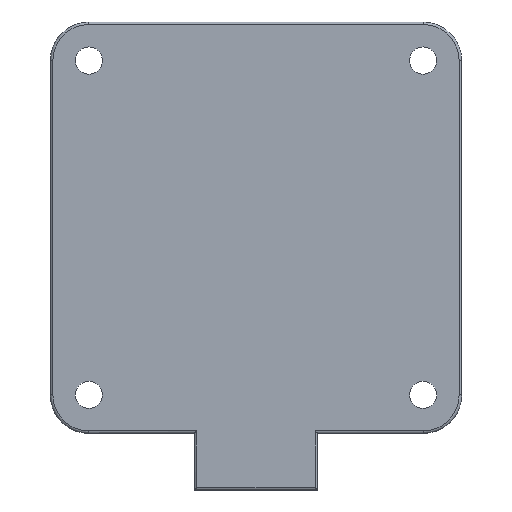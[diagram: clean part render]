
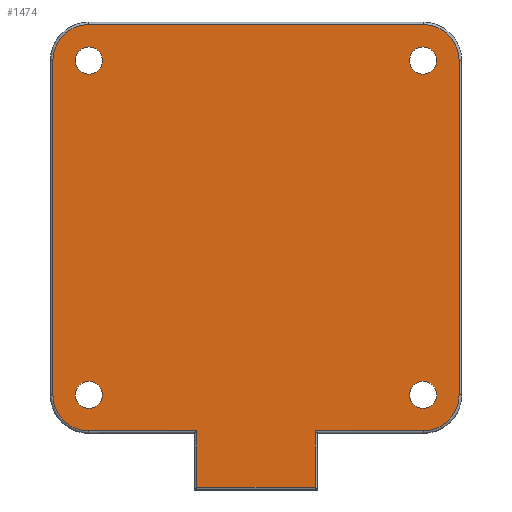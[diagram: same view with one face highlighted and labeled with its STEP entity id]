
A CAD part, front view. The second image highlights one B-rep face of the part: STEP entity #1474.
In plain terms, the highlighted planar face has unit normal (0, -1, 0).
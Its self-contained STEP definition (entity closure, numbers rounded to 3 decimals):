
#250=CARTESIAN_POINT('',(32.5,-36.,32.5));
#251=DIRECTION('',(0.,1.,0.));
#252=DIRECTION('',(1.,0.,0.));
#253=AXIS2_PLACEMENT_3D('',#250,#251,#252);
#258=CARTESIAN_POINT('',(32.5,-36.,32.5));
#259=DIRECTION('',(0.,1.,0.));
#260=DIRECTION('',(-1.,0.,0.));
#261=AXIS2_PLACEMENT_3D('',#258,#259,#260);
#266=CARTESIAN_POINT('',(32.5,-36.,-32.5));
#267=DIRECTION('',(0.,1.,0.));
#268=DIRECTION('',(0.,0.,-1.));
#269=AXIS2_PLACEMENT_3D('',#266,#267,#268);
#274=CARTESIAN_POINT('',(32.5,-36.,-32.5));
#275=DIRECTION('',(0.,1.,0.));
#276=DIRECTION('',(0.,0.,1.));
#277=AXIS2_PLACEMENT_3D('',#274,#275,#276);
#282=CARTESIAN_POINT('',(-32.5,-36.,-32.5));
#283=DIRECTION('',(0.,1.,0.));
#284=DIRECTION('',(-1.,0.,0.));
#285=AXIS2_PLACEMENT_3D('',#282,#283,#284);
#290=CARTESIAN_POINT('',(-32.5,-36.,-32.5));
#291=DIRECTION('',(0.,1.,0.));
#292=DIRECTION('',(1.,0.,0.));
#293=AXIS2_PLACEMENT_3D('',#290,#291,#292);
#298=CARTESIAN_POINT('',(-32.5,-36.,32.5));
#299=DIRECTION('',(0.,1.,0.));
#300=DIRECTION('',(0.,0.,1.));
#301=AXIS2_PLACEMENT_3D('',#298,#299,#300);
#306=CARTESIAN_POINT('',(-32.5,-36.,32.5));
#307=DIRECTION('',(0.,1.,0.));
#308=DIRECTION('',(0.,0.,-1.));
#309=AXIS2_PLACEMENT_3D('',#306,#307,#308);
#314=DIRECTION('',(0.,0.,1.));
#315=VECTOR('',#314,11.);
#316=CARTESIAN_POINT('',(-11.5,-36.,-50.5));
#317=LINE('',#316,#315);
#321=DIRECTION('',(1.,0.,0.));
#322=VECTOR('',#321,21.);
#323=CARTESIAN_POINT('',(-32.5,-36.,-39.5));
#324=LINE('',#323,#322);
#328=CARTESIAN_POINT('',(-32.5,-36.,-32.5));
#329=DIRECTION('',(0.,-1.,0.));
#330=DIRECTION('',(-1.,0.,0.));
#331=AXIS2_PLACEMENT_3D('',#328,#329,#330);
#336=DIRECTION('',(0.,0.,-1.));
#337=VECTOR('',#336,65.);
#338=CARTESIAN_POINT('',(-39.5,-36.,32.5));
#339=LINE('',#338,#337);
#343=CARTESIAN_POINT('',(-32.5,-36.,32.5));
#344=DIRECTION('',(0.,-1.,0.));
#345=DIRECTION('',(0.,0.,1.));
#346=AXIS2_PLACEMENT_3D('',#343,#344,#345);
#351=DIRECTION('',(-1.,0.,0.));
#352=VECTOR('',#351,65.);
#353=CARTESIAN_POINT('',(32.5,-36.,39.5));
#354=LINE('',#353,#352);
#358=CARTESIAN_POINT('',(32.5,-36.,32.5));
#359=DIRECTION('',(0.,-1.,0.));
#360=DIRECTION('',(1.,0.,0.));
#361=AXIS2_PLACEMENT_3D('',#358,#359,#360);
#366=DIRECTION('',(0.,0.,1.));
#367=VECTOR('',#366,65.);
#368=CARTESIAN_POINT('',(39.5,-36.,-32.5));
#369=LINE('',#368,#367);
#373=CARTESIAN_POINT('',(32.5,-36.,-32.5));
#374=DIRECTION('',(0.,-1.,0.));
#375=DIRECTION('',(0.,0.,-1.));
#376=AXIS2_PLACEMENT_3D('',#373,#374,#375);
#381=DIRECTION('',(1.,0.,0.));
#382=VECTOR('',#381,21.);
#383=CARTESIAN_POINT('',(11.5,-36.,-39.5));
#384=LINE('',#383,#382);
#388=DIRECTION('',(0.,0.,1.));
#389=VECTOR('',#388,11.);
#390=CARTESIAN_POINT('',(11.5,-36.,-50.5));
#391=LINE('',#390,#389);
#395=DIRECTION('',(-1.,0.,0.));
#396=VECTOR('',#395,23.);
#397=CARTESIAN_POINT('',(11.5,-36.,-50.5));
#398=LINE('',#397,#396);
#1143=CARTESIAN_POINT('',(35.15,-36.,32.5));
#1144=CARTESIAN_POINT('',(29.85,-36.,32.5));
#1145=VERTEX_POINT('',#1143);
#1146=VERTEX_POINT('',#1144);
#1159=CARTESIAN_POINT('',(32.5,-36.,-35.15));
#1160=CARTESIAN_POINT('',(32.5,-36.,-29.85));
#1161=VERTEX_POINT('',#1159);
#1162=VERTEX_POINT('',#1160);
#1175=CARTESIAN_POINT('',(-35.15,-36.,-32.5));
#1176=CARTESIAN_POINT('',(-29.85,-36.,-32.5));
#1177=VERTEX_POINT('',#1175);
#1178=VERTEX_POINT('',#1176);
#1191=CARTESIAN_POINT('',(-32.5,-36.,35.15));
#1192=CARTESIAN_POINT('',(-32.5,-36.,29.85));
#1193=VERTEX_POINT('',#1191);
#1194=VERTEX_POINT('',#1192);
#1263=CARTESIAN_POINT('',(-11.5,-36.,-50.5));
#1264=CARTESIAN_POINT('',(-11.5,-36.,-39.5));
#1265=VERTEX_POINT('',#1263);
#1266=VERTEX_POINT('',#1264);
#1267=CARTESIAN_POINT('',(11.5,-36.,-50.5));
#1268=VERTEX_POINT('',#1267);
#1271=CARTESIAN_POINT('',(11.5,-36.,-39.5));
#1272=VERTEX_POINT('',#1271);
#1277=CARTESIAN_POINT('',(-32.5,-36.,-39.5));
#1278=VERTEX_POINT('',#1277);
#1279=CARTESIAN_POINT('',(-39.5,-36.,-32.5));
#1280=VERTEX_POINT('',#1279);
#1283=CARTESIAN_POINT('',(-39.5,-36.,32.5));
#1284=VERTEX_POINT('',#1283);
#1287=CARTESIAN_POINT('',(-32.5,-36.,39.5));
#1288=VERTEX_POINT('',#1287);
#1291=CARTESIAN_POINT('',(32.5,-36.,39.5));
#1292=VERTEX_POINT('',#1291);
#1295=CARTESIAN_POINT('',(39.5,-36.,32.5));
#1296=VERTEX_POINT('',#1295);
#1299=CARTESIAN_POINT('',(39.5,-36.,-32.5));
#1300=VERTEX_POINT('',#1299);
#1303=CARTESIAN_POINT('',(32.5,-36.,-39.5));
#1304=VERTEX_POINT('',#1303);
#1420=CARTESIAN_POINT('',(0.,-36.,0.));
#1421=DIRECTION('',(0.,-1.,0.));
#1422=DIRECTION('',(-1.,0.,0.));
#1423=AXIS2_PLACEMENT_3D('',#1420,#1421,#1422);
#1424=PLANE('',#1423);
#1426=ORIENTED_EDGE('',*,*,#1425,.T.);
#1428=ORIENTED_EDGE('',*,*,#1427,.F.);
#1430=ORIENTED_EDGE('',*,*,#1429,.F.);
#1432=ORIENTED_EDGE('',*,*,#1431,.F.);
#1434=ORIENTED_EDGE('',*,*,#1433,.F.);
#1436=ORIENTED_EDGE('',*,*,#1435,.F.);
#1438=ORIENTED_EDGE('',*,*,#1437,.F.);
#1440=ORIENTED_EDGE('',*,*,#1439,.F.);
#1442=ORIENTED_EDGE('',*,*,#1441,.F.);
#1444=ORIENTED_EDGE('',*,*,#1443,.F.);
#1446=ORIENTED_EDGE('',*,*,#1445,.F.);
#1448=ORIENTED_EDGE('',*,*,#1447,.T.);
#1449=EDGE_LOOP('',(#1426,#1428,#1430,#1432,#1434,#1436,#1438,#1440,#1442,#1444,
#1446,#1448));
#1450=FACE_OUTER_BOUND('',#1449,.F.);
#1451=ORIENTED_EDGE('',*,*,#1410,.F.);
#1453=ORIENTED_EDGE('',*,*,#1452,.F.);
#1454=EDGE_LOOP('',(#1451,#1453));
#1455=FACE_BOUND('',#1454,.F.);
#1457=ORIENTED_EDGE('',*,*,#1456,.F.);
#1459=ORIENTED_EDGE('',*,*,#1458,.F.);
#1460=EDGE_LOOP('',(#1457,#1459));
#1461=FACE_BOUND('',#1460,.F.);
#1463=ORIENTED_EDGE('',*,*,#1462,.F.);
#1465=ORIENTED_EDGE('',*,*,#1464,.F.);
#1466=EDGE_LOOP('',(#1463,#1465));
#1467=FACE_BOUND('',#1466,.F.);
#1469=ORIENTED_EDGE('',*,*,#1468,.F.);
#1471=ORIENTED_EDGE('',*,*,#1470,.F.);
#1472=EDGE_LOOP('',(#1469,#1471));
#1473=FACE_BOUND('',#1472,.F.);
#1474=ADVANCED_FACE('',(#1450,#1455,#1461,#1467,#1473),#1424,.T.);
#254=CIRCLE('',#253,2.65);
#262=CIRCLE('',#261,2.65);
#270=CIRCLE('',#269,2.65);
#278=CIRCLE('',#277,2.65);
#286=CIRCLE('',#285,2.65);
#294=CIRCLE('',#293,2.65);
#302=CIRCLE('',#301,2.65);
#310=CIRCLE('',#309,2.65);
#332=CIRCLE('',#331,7.);
#347=CIRCLE('',#346,7.);
#362=CIRCLE('',#361,7.);
#377=CIRCLE('',#376,7.);
#1410=EDGE_CURVE('',#1145,#1146,#254,.T.);
#1425=EDGE_CURVE('',#1265,#1266,#317,.T.);
#1427=EDGE_CURVE('',#1278,#1266,#324,.T.);
#1429=EDGE_CURVE('',#1280,#1278,#332,.T.);
#1431=EDGE_CURVE('',#1284,#1280,#339,.T.);
#1433=EDGE_CURVE('',#1288,#1284,#347,.T.);
#1435=EDGE_CURVE('',#1292,#1288,#354,.T.);
#1437=EDGE_CURVE('',#1296,#1292,#362,.T.);
#1439=EDGE_CURVE('',#1300,#1296,#369,.T.);
#1441=EDGE_CURVE('',#1304,#1300,#377,.T.);
#1443=EDGE_CURVE('',#1272,#1304,#384,.T.);
#1445=EDGE_CURVE('',#1268,#1272,#391,.T.);
#1447=EDGE_CURVE('',#1268,#1265,#398,.T.);
#1452=EDGE_CURVE('',#1146,#1145,#262,.T.);
#1456=EDGE_CURVE('',#1161,#1162,#270,.T.);
#1458=EDGE_CURVE('',#1162,#1161,#278,.T.);
#1462=EDGE_CURVE('',#1177,#1178,#286,.T.);
#1464=EDGE_CURVE('',#1178,#1177,#294,.T.);
#1468=EDGE_CURVE('',#1193,#1194,#302,.T.);
#1470=EDGE_CURVE('',#1194,#1193,#310,.T.);
